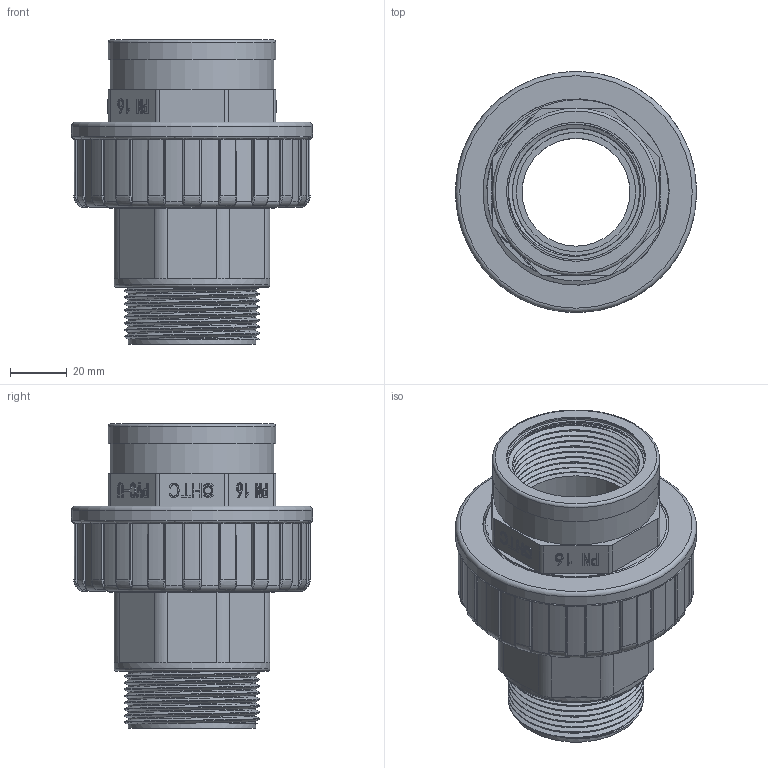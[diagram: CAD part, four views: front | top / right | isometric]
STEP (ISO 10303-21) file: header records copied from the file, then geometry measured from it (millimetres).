
FILE_DESCRIPTION(/* description */ (''),/* implementation_level */ '2;1');
FILE_NAME(/* name */ 'V1F050+铁圈.stp',/* time_stamp */ '2025-03-29T15:30:13+08:00',/* author */ (''),/* organization */ (''),/* preprocessor_version */ 'ST-DEVELOPER v16',/* originating_system */ 'SIEMENS PLM Software NX 10.0',/* authorisation */ '');
FILE_SCHEMA (('AUTOMOTIVE_DESIGN { 1 0 10303 214 3 1 1 1 }'));
Products named in the file (1): gelv1774380Bv043
Bounding box: 85 x 85 x 107.3 mm (x, y, z)
Volume: 122503.7 mm3; surface area: 78847.2 mm2
Topology: 4 solids, 5 shells, 913 faces, 2479 edges, 1647 vertices
Faces by surface type: plane 499, extrusion 168, cylinder 165, bspline 51, torus 29, cone 1
Full cylindrical faces by diameter (mm): 2 x1, 2.486 x1, 3 x1, 3.315 x1, 38 x1, 42 x1, 44.1 x1, 44.845 x8, 47.803 x9, 48 x1, 49 x1, 50 x1, 55 x1, 58 x3, 58.5 x1, 59 x1, 62.752 x7, 62.8 x1, 65.71 x9, 85 x1
Entity records: 42877 total; most frequent: CARTESIAN_POINT 23175, ORIENTED_EDGE 4668, DIRECTION 2922, EDGE_CURVE 2334, VERTEX_POINT 1568, B_SPLINE_CURVE_WITH_KNOTS 1409, AXIS2_PLACEMENT_3D 998, EDGE_LOOP 993
